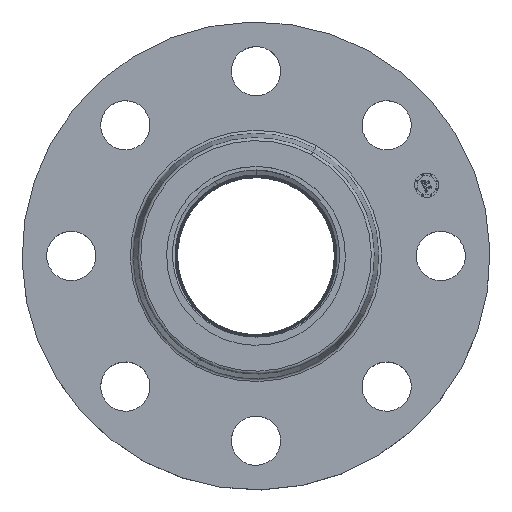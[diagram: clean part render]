
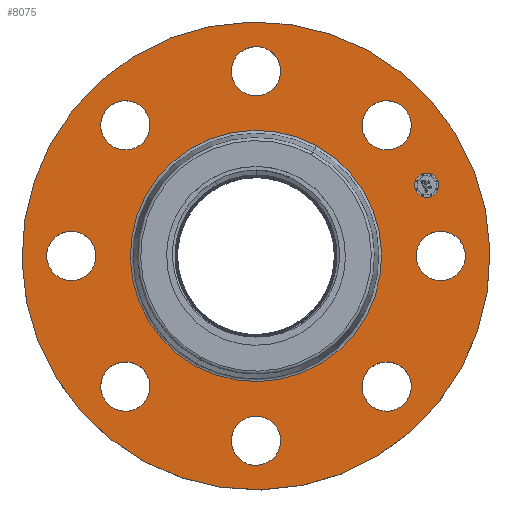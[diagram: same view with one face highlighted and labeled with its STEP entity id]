
A CAD part, top view. The second image highlights one B-rep face of the part: STEP entity #8075.
In plain terms, the highlighted planar face has unit normal (0, 0, 1).
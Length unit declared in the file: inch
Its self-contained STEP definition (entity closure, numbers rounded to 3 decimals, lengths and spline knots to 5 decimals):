
#386=AXIS2_PLACEMENT_3D('Circle Axis2P3D',#384,#385,$) ;
#403=AXIS2_PLACEMENT_3D('Circle Axis2P3D',#401,#402,$) ;
#436=AXIS2_PLACEMENT_3D('Circle Axis2P3D',#434,#435,$) ;
#460=AXIS2_PLACEMENT_3D('Circle Axis2P3D',#458,#459,$) ;
#477=AXIS2_PLACEMENT_3D('Circle Axis2P3D',#475,#476,$) ;
#512=AXIS2_PLACEMENT_3D('Circle Axis2P3D',#510,#511,$) ;
#821=AXIS2_PLACEMENT_3D('Circle Axis2P3D',#819,#820,$) ;
#833=AXIS2_PLACEMENT_3D('Circle Axis2P3D',#831,#832,$) ;
#864=AXIS2_PLACEMENT_3D('Circle Axis2P3D',#862,#863,$) ;
#876=AXIS2_PLACEMENT_3D('Circle Axis2P3D',#874,#875,$) ;
#907=AXIS2_PLACEMENT_3D('Circle Axis2P3D',#905,#906,$) ;
#919=AXIS2_PLACEMENT_3D('Circle Axis2P3D',#917,#918,$) ;
#950=AXIS2_PLACEMENT_3D('Circle Axis2P3D',#948,#949,$) ;
#962=AXIS2_PLACEMENT_3D('Circle Axis2P3D',#960,#961,$) ;
#993=AXIS2_PLACEMENT_3D('Circle Axis2P3D',#991,#992,$) ;
#1005=AXIS2_PLACEMENT_3D('Circle Axis2P3D',#1003,#1004,$) ;
#1036=AXIS2_PLACEMENT_3D('Circle Axis2P3D',#1034,#1035,$) ;
#1048=AXIS2_PLACEMENT_3D('Circle Axis2P3D',#1046,#1047,$) ;
#1079=AXIS2_PLACEMENT_3D('Circle Axis2P3D',#1077,#1078,$) ;
#1091=AXIS2_PLACEMENT_3D('Circle Axis2P3D',#1089,#1090,$) ;
#8015=AXIS2_PLACEMENT_3D('Plane Axis2P3D',#8012,#8013,#8014) ;
#8059=AXIS2_PLACEMENT_3D('Circle Axis2P3D',#8057,#8058,$) ;
#8068=AXIS2_PLACEMENT_3D('Circle Axis2P3D',#8066,#8067,$) ;
#367=CARTESIAN_POINT('Vertex',(3.31121,0.23971,1.5)) ;
#381=CARTESIAN_POINT('Vertex',(4.18879,-0.23971,1.5)) ;
#384=CARTESIAN_POINT('Axis2P3D Location',(3.75,0.,1.5)) ;
#401=CARTESIAN_POINT('Axis2P3D Location',(3.75,0.,1.5)) ;
#431=CARTESIAN_POINT('Vertex',(-2.27727,-4.16852,1.5)) ;
#434=CARTESIAN_POINT('Axis2P3D Location',(0.,0.,1.5)) ;
#438=CARTESIAN_POINT('Vertex',(2.27727,4.16852,1.5)) ;
#458=CARTESIAN_POINT('Axis2P3D Location',(0.,0.,1.5)) ;
#475=CARTESIAN_POINT('Axis2P3D Location',(0.,0.,1.5)) ;
#479=CARTESIAN_POINT('Vertex',(1.2227,2.23814,1.5)) ;
#481=CARTESIAN_POINT('Vertex',(-1.2227,-2.23814,1.5)) ;
#510=CARTESIAN_POINT('Axis2P3D Location',(0.,0.,1.5)) ;
#809=CARTESIAN_POINT('Vertex',(-2.51088,2.17188,1.5)) ;
#816=CARTESIAN_POINT('Vertex',(-2.79242,3.13143,1.5)) ;
#819=CARTESIAN_POINT('Axis2P3D Location',(-2.65165,2.65165,1.5)) ;
#831=CARTESIAN_POINT('Axis2P3D Location',(-2.65165,2.65165,1.5)) ;
#852=CARTESIAN_POINT('Vertex',(0.23971,-3.31121,1.5)) ;
#859=CARTESIAN_POINT('Vertex',(-0.23971,-4.18879,1.5)) ;
#862=CARTESIAN_POINT('Axis2P3D Location',(0.,-3.75,1.5)) ;
#874=CARTESIAN_POINT('Axis2P3D Location',(0.,-3.75,1.5)) ;
#895=CARTESIAN_POINT('Vertex',(-0.23971,3.31121,1.5)) ;
#902=CARTESIAN_POINT('Vertex',(0.23971,4.18879,1.5)) ;
#905=CARTESIAN_POINT('Axis2P3D Location',(0.,3.75,1.5)) ;
#917=CARTESIAN_POINT('Axis2P3D Location',(0.,3.75,1.5)) ;
#938=CARTESIAN_POINT('Vertex',(-2.17188,-2.51088,1.5)) ;
#945=CARTESIAN_POINT('Vertex',(-3.13143,-2.79242,1.5)) ;
#948=CARTESIAN_POINT('Axis2P3D Location',(-2.65165,-2.65165,1.5)) ;
#960=CARTESIAN_POINT('Axis2P3D Location',(-2.65165,-2.65165,1.5)) ;
#981=CARTESIAN_POINT('Vertex',(2.17188,2.51088,1.5)) ;
#988=CARTESIAN_POINT('Vertex',(3.13143,2.79242,1.5)) ;
#991=CARTESIAN_POINT('Axis2P3D Location',(2.65165,2.65165,1.5)) ;
#1003=CARTESIAN_POINT('Axis2P3D Location',(2.65165,2.65165,1.5)) ;
#1024=CARTESIAN_POINT('Vertex',(-3.31121,-0.23971,1.5)) ;
#1031=CARTESIAN_POINT('Vertex',(-4.18879,0.23971,1.5)) ;
#1034=CARTESIAN_POINT('Axis2P3D Location',(-3.75,0.,1.5)) ;
#1046=CARTESIAN_POINT('Axis2P3D Location',(-3.75,0.,1.5)) ;
#1067=CARTESIAN_POINT('Vertex',(2.51088,-2.17188,1.5)) ;
#1074=CARTESIAN_POINT('Vertex',(2.79242,-3.13143,1.5)) ;
#1077=CARTESIAN_POINT('Axis2P3D Location',(2.65165,-2.65165,1.5)) ;
#1089=CARTESIAN_POINT('Axis2P3D Location',(2.65165,-2.65165,1.5)) ;
#8012=CARTESIAN_POINT('Axis2P3D Location',(0.,4.75,1.5)) ;
#8057=CARTESIAN_POINT('Axis2P3D Location',(3.46455,1.43506,1.5)) ;
#8061=CARTESIAN_POINT('Vertex',(3.36983,1.66372,1.5)) ;
#8063=CARTESIAN_POINT('Vertex',(3.55926,1.2064,1.5)) ;
#8066=CARTESIAN_POINT('Axis2P3D Location',(3.46455,1.43506,1.5)) ;
#385=DIRECTION('Axis2P3D Direction',(0.,-0.,-0.039)) ;
#402=DIRECTION('Axis2P3D Direction',(0.,-0.,-0.039)) ;
#435=DIRECTION('Axis2P3D Direction',(0.,0.,-0.039)) ;
#459=DIRECTION('Axis2P3D Direction',(0.,0.,-0.039)) ;
#476=DIRECTION('Axis2P3D Direction',(0.,0.,-0.039)) ;
#511=DIRECTION('Axis2P3D Direction',(0.,0.,-0.039)) ;
#820=DIRECTION('Axis2P3D Direction',(0.,0.,-0.039)) ;
#832=DIRECTION('Axis2P3D Direction',(0.,0.,-0.039)) ;
#863=DIRECTION('Axis2P3D Direction',(0.,-0.,-0.039)) ;
#875=DIRECTION('Axis2P3D Direction',(0.,-0.,-0.039)) ;
#906=DIRECTION('Axis2P3D Direction',(0.,0.,-0.039)) ;
#918=DIRECTION('Axis2P3D Direction',(0.,0.,-0.039)) ;
#949=DIRECTION('Axis2P3D Direction',(-0.,0.,-0.039)) ;
#961=DIRECTION('Axis2P3D Direction',(-0.,0.,-0.039)) ;
#992=DIRECTION('Axis2P3D Direction',(0.,0.,-0.039)) ;
#1004=DIRECTION('Axis2P3D Direction',(0.,0.,-0.039)) ;
#1035=DIRECTION('Axis2P3D Direction',(-0.,0.,-0.039)) ;
#1047=DIRECTION('Axis2P3D Direction',(-0.,0.,-0.039)) ;
#1078=DIRECTION('Axis2P3D Direction',(0.,-0.,-0.039)) ;
#1090=DIRECTION('Axis2P3D Direction',(0.,-0.,-0.039)) ;
#8013=DIRECTION('Axis2P3D Direction',(0.,0.,-0.039)) ;
#8014=DIRECTION('Axis2P3D XDirection',(0.039,0.,0.)) ;
#8058=DIRECTION('Axis2P3D Direction',(0.,0.,-0.039)) ;
#8067=DIRECTION('Axis2P3D Direction',(0.,0.,-0.039)) ;
#8018=ORIENTED_EDGE('',*,*,#462,.F.) ;
#8019=ORIENTED_EDGE('',*,*,#440,.F.) ;
#8022=ORIENTED_EDGE('',*,*,#388,.T.) ;
#8023=ORIENTED_EDGE('',*,*,#405,.T.) ;
#8026=ORIENTED_EDGE('',*,*,#514,.T.) ;
#8027=ORIENTED_EDGE('',*,*,#483,.T.) ;
#8030=ORIENTED_EDGE('',*,*,#1093,.T.) ;
#8031=ORIENTED_EDGE('',*,*,#1081,.T.) ;
#8034=ORIENTED_EDGE('',*,*,#878,.T.) ;
#8035=ORIENTED_EDGE('',*,*,#866,.T.) ;
#8038=ORIENTED_EDGE('',*,*,#964,.T.) ;
#8039=ORIENTED_EDGE('',*,*,#952,.T.) ;
#8042=ORIENTED_EDGE('',*,*,#1050,.T.) ;
#8043=ORIENTED_EDGE('',*,*,#1038,.T.) ;
#8046=ORIENTED_EDGE('',*,*,#835,.T.) ;
#8047=ORIENTED_EDGE('',*,*,#823,.T.) ;
#8050=ORIENTED_EDGE('',*,*,#921,.T.) ;
#8051=ORIENTED_EDGE('',*,*,#909,.T.) ;
#8054=ORIENTED_EDGE('',*,*,#1007,.T.) ;
#8055=ORIENTED_EDGE('',*,*,#995,.T.) ;
#8072=ORIENTED_EDGE('',*,*,#8065,.T.) ;
#8073=ORIENTED_EDGE('',*,*,#8070,.T.) ;
#8024=FACE_BOUND('',#8021,.T.) ;
#8028=FACE_BOUND('',#8025,.T.) ;
#8032=FACE_BOUND('',#8029,.T.) ;
#8036=FACE_BOUND('',#8033,.T.) ;
#8040=FACE_BOUND('',#8037,.T.) ;
#8044=FACE_BOUND('',#8041,.T.) ;
#8048=FACE_BOUND('',#8045,.T.) ;
#8052=FACE_BOUND('',#8049,.T.) ;
#8056=FACE_BOUND('',#8053,.T.) ;
#8074=FACE_BOUND('',#8071,.T.) ;
#8075=ADVANCED_FACE('PartBody',(#8020,#8024,#8028,#8032,#8036,#8040,#8044,#8048,#8052,#8056,#8074),#8016,.F.) ;
#387=CIRCLE('generated circle',#386,0.5) ;
#404=CIRCLE('generated circle',#403,0.5) ;
#437=CIRCLE('generated circle',#436,4.75) ;
#461=CIRCLE('generated circle',#460,4.75) ;
#478=CIRCLE('generated circle',#477,2.55035) ;
#513=CIRCLE('generated circle',#512,2.55035) ;
#822=CIRCLE('generated circle',#821,0.5) ;
#834=CIRCLE('generated circle',#833,0.5) ;
#865=CIRCLE('generated circle',#864,0.5) ;
#877=CIRCLE('generated circle',#876,0.5) ;
#908=CIRCLE('generated circle',#907,0.5) ;
#920=CIRCLE('generated circle',#919,0.5) ;
#951=CIRCLE('generated circle',#950,0.5) ;
#963=CIRCLE('generated circle',#962,0.5) ;
#994=CIRCLE('generated circle',#993,0.5) ;
#1006=CIRCLE('generated circle',#1005,0.5) ;
#1037=CIRCLE('generated circle',#1036,0.5) ;
#1049=CIRCLE('generated circle',#1048,0.5) ;
#1080=CIRCLE('generated circle',#1079,0.5) ;
#1092=CIRCLE('generated circle',#1091,0.5) ;
#8060=CIRCLE('generated circle',#8059,0.2475) ;
#8069=CIRCLE('generated circle',#8068,0.2475) ;
#388=EDGE_CURVE('',#368,#382,#387,.T.) ;
#405=EDGE_CURVE('',#382,#368,#404,.T.) ;
#440=EDGE_CURVE('',#432,#439,#437,.T.) ;
#462=EDGE_CURVE('',#439,#432,#461,.T.) ;
#483=EDGE_CURVE('',#480,#482,#478,.T.) ;
#514=EDGE_CURVE('',#482,#480,#513,.T.) ;
#823=EDGE_CURVE('',#810,#817,#822,.T.) ;
#835=EDGE_CURVE('',#817,#810,#834,.T.) ;
#866=EDGE_CURVE('',#853,#860,#865,.T.) ;
#878=EDGE_CURVE('',#860,#853,#877,.T.) ;
#909=EDGE_CURVE('',#896,#903,#908,.T.) ;
#921=EDGE_CURVE('',#903,#896,#920,.T.) ;
#952=EDGE_CURVE('',#939,#946,#951,.T.) ;
#964=EDGE_CURVE('',#946,#939,#963,.T.) ;
#995=EDGE_CURVE('',#982,#989,#994,.T.) ;
#1007=EDGE_CURVE('',#989,#982,#1006,.T.) ;
#1038=EDGE_CURVE('',#1025,#1032,#1037,.T.) ;
#1050=EDGE_CURVE('',#1032,#1025,#1049,.T.) ;
#1081=EDGE_CURVE('',#1068,#1075,#1080,.T.) ;
#1093=EDGE_CURVE('',#1075,#1068,#1092,.T.) ;
#8065=EDGE_CURVE('',#8062,#8064,#8060,.T.) ;
#8070=EDGE_CURVE('',#8064,#8062,#8069,.T.) ;
#8017=EDGE_LOOP('',(#8018,#8019)) ;
#8021=EDGE_LOOP('',(#8022,#8023)) ;
#8025=EDGE_LOOP('',(#8026,#8027)) ;
#8029=EDGE_LOOP('',(#8030,#8031)) ;
#8033=EDGE_LOOP('',(#8034,#8035)) ;
#8037=EDGE_LOOP('',(#8038,#8039)) ;
#8041=EDGE_LOOP('',(#8042,#8043)) ;
#8045=EDGE_LOOP('',(#8046,#8047)) ;
#8049=EDGE_LOOP('',(#8050,#8051)) ;
#8053=EDGE_LOOP('',(#8054,#8055)) ;
#8071=EDGE_LOOP('',(#8072,#8073)) ;
#8020=FACE_OUTER_BOUND('',#8017,.T.) ;
#8016=PLANE('',#8015) ;
#368=VERTEX_POINT('',#367) ;
#382=VERTEX_POINT('',#381) ;
#432=VERTEX_POINT('',#431) ;
#439=VERTEX_POINT('',#438) ;
#480=VERTEX_POINT('',#479) ;
#482=VERTEX_POINT('',#481) ;
#810=VERTEX_POINT('',#809) ;
#817=VERTEX_POINT('',#816) ;
#853=VERTEX_POINT('',#852) ;
#860=VERTEX_POINT('',#859) ;
#896=VERTEX_POINT('',#895) ;
#903=VERTEX_POINT('',#902) ;
#939=VERTEX_POINT('',#938) ;
#946=VERTEX_POINT('',#945) ;
#982=VERTEX_POINT('',#981) ;
#989=VERTEX_POINT('',#988) ;
#1025=VERTEX_POINT('',#1024) ;
#1032=VERTEX_POINT('',#1031) ;
#1068=VERTEX_POINT('',#1067) ;
#1075=VERTEX_POINT('',#1074) ;
#8062=VERTEX_POINT('',#8061) ;
#8064=VERTEX_POINT('',#8063) ;
